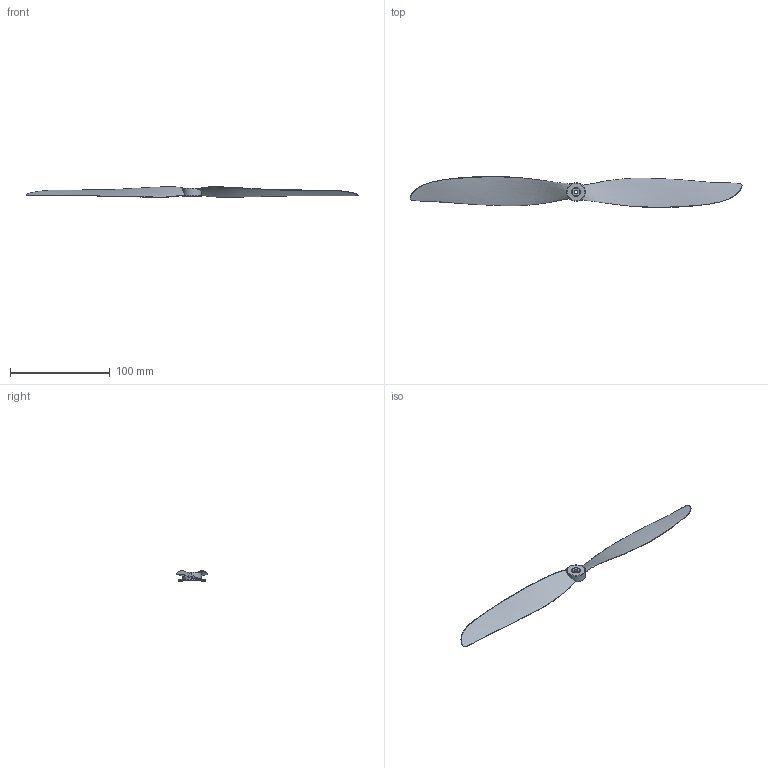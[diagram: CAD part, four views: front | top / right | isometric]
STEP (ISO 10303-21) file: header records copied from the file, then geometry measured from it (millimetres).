
FILE_DESCRIPTION (( 'STEP AP203' ), '1' );
FILE_NAME ('aeronaut_cam_carbon_light_13x5 hole.STEP', '2022-07-07T03:43:00', ( '' ), ( '' ), 'SwSTEP 2.0', 'SolidWorks 2020', '' );
FILE_SCHEMA (( 'CONFIG_CONTROL_DESIGN' ));
Length unit declared in the file: millimetre
Products named in the file (1): aeronaut_cam_carbon_light_13x5 hole
Bounding box: 333.05 x 31.22 x 10.61 mm (x, y, z)
Volume: 8954.7 mm3; surface area: 16640.8 mm2
Topology: 1 solids, 1 shells, 24 faces, 58 edges, 34 vertices
Faces by surface type: cylinder 8, cone 4, torus 4, bspline 4, plane 4
Entity records: 2102 total; most frequent: CARTESIAN_POINT 1492, DIRECTION 112, ORIENTED_EDGE 108, EDGE_CURVE 54, AXIS2_PLACEMENT_3D 49, VERTEX_POINT 34, EDGE_LOOP 28, CIRCLE 28
